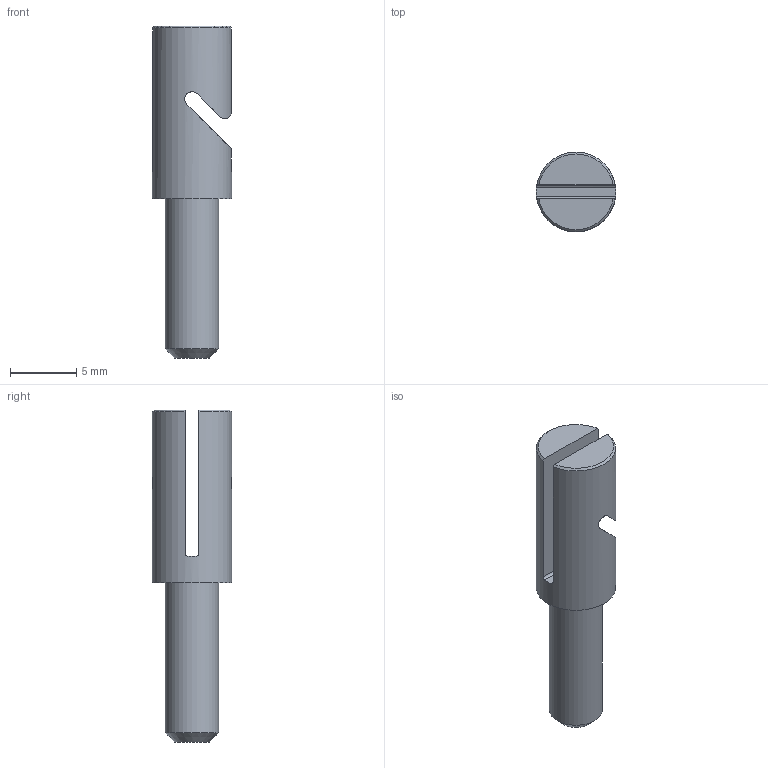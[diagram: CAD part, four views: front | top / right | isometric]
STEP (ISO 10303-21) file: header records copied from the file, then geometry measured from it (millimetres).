
FILE_DESCRIPTION(/* description */ (''),/* implementation_level */ '2;1');
FILE_NAME(/* name */ 'Chape de pendule.step',/* time_stamp */ '2021-03-26T19:15:23+01:00',/* author */ (''),/* organization */ (''),/* preprocessor_version */ 'ST-DEVELOPER v18.1',/* originating_system */ 'Autodesk Translation Framework v9.10.0.1330',/* authorisation */ '');
FILE_SCHEMA (('AUTOMOTIVE_DESIGN { 1 0 10303 214 3 1 1 }'));
Length unit declared in the file: millimetre
Products named in the file (1): Chape de pendule
Bounding box: 6 x 6 x 25 mm (x, y, z)
Volume: 426.8 mm3; surface area: 563.4 mm2
Topology: 1 solids, 1 shells, 22 faces, 56 edges, 37 vertices
Faces by surface type: plane 11, cylinder 8, cone 3
Full cylindrical faces by diameter (mm): 4 x1, 6 x1
Entity records: 786 total; most frequent: CARTESIAN_POINT 226, ORIENTED_EDGE 112, DIRECTION 109, EDGE_CURVE 56, AXIS2_PLACEMENT_3D 42, VERTEX_POINT 37, LINE 25, VECTOR 25
